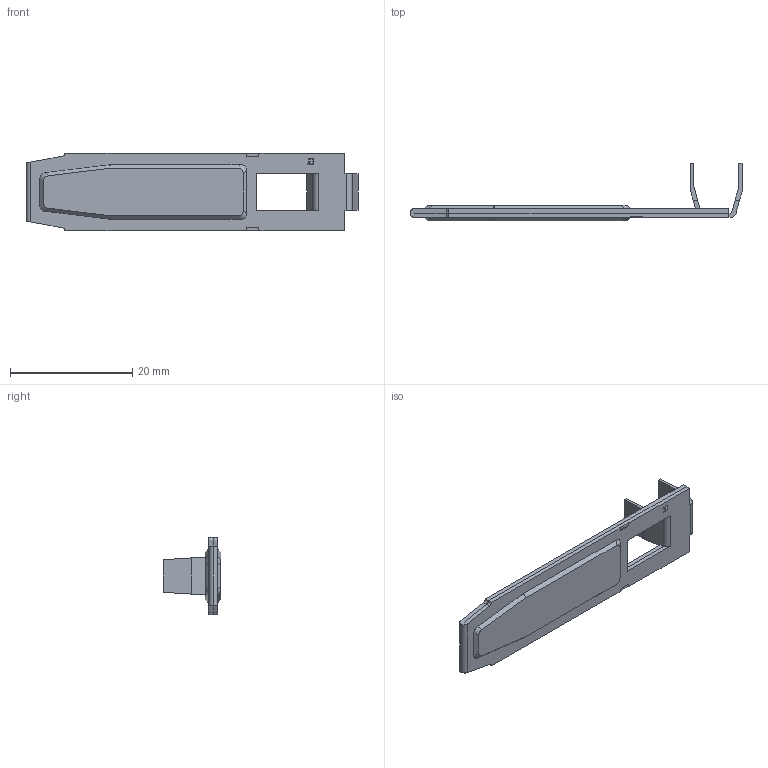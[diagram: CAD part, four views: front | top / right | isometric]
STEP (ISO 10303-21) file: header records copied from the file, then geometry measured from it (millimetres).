
FILE_DESCRIPTION (( 'STEP AP203' ), '1' );
FILE_NAME ('82020.STEP', '2015-02-24T14:36:17', ( '' ), ( '' ), 'SwSTEP 2.0', 'SolidWorks 2014', '' );
FILE_SCHEMA (( 'CONFIG_CONTROL_DESIGN' ));
Length unit declared in the file: inch
Products named in the file (1): 82020
Bounding box: 54.29 x 9.45 x 12.7 mm (x, y, z)
Volume: 958.5 mm3; surface area: 2236.5 mm2
Topology: 1 solids, 1 shells, 152 faces, 423 edges, 274 vertices
Faces by surface type: plane 117, cylinder 35
Entity records: 4836 total; most frequent: CARTESIAN_POINT 1000, ORIENTED_EDGE 846, DIRECTION 693, EDGE_CURVE 423, LINE 359, VECTOR 359, VERTEX_POINT 274, AXIS2_PLACEMENT_3D 167
